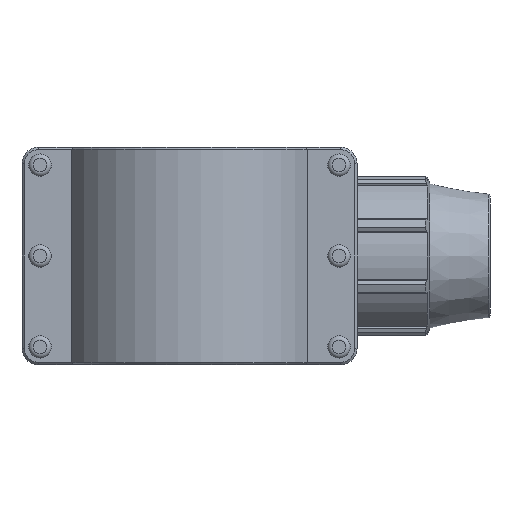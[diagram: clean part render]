
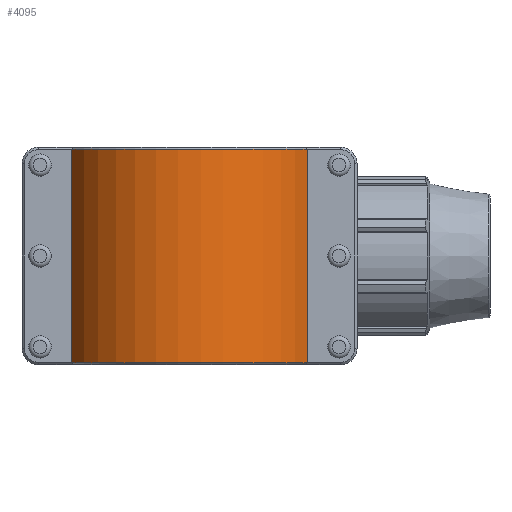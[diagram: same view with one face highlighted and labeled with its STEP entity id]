
A CAD part, front view. The second image highlights one B-rep face of the part: STEP entity #4095.
In plain terms, the highlighted cylindrical face has radius 88 mm (diameter 176 mm), a partial arc.
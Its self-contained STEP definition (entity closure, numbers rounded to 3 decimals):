
#376=LINE('',#7159,#708);
#377=LINE('',#7161,#709);
#708=VECTOR('',#5559,141.8);
#709=VECTOR('',#5562,141.8);
#968=CYLINDRICAL_SURFACE('',#4499,88.);
#1279=FACE_OUTER_BOUND('',#1603,.T.);
#1603=EDGE_LOOP('',(#3619,#3620,#3621,#3622));
#1811=CIRCLE('',#4481,88.);
#1812=CIRCLE('',#4484,88.);
#2155=VERTEX_POINT('',#7099);
#2156=VERTEX_POINT('',#7104);
#2157=VERTEX_POINT('',#7111);
#2159=VERTEX_POINT('',#7120);
#2657=EDGE_CURVE('',#2155,#2156,#1811,.T.);
#2663=EDGE_CURVE('',#2159,#2157,#1812,.T.);
#2680=EDGE_CURVE('',#2155,#2157,#376,.T.);
#2681=EDGE_CURVE('',#2156,#2159,#377,.T.);
#3619=ORIENTED_EDGE('',*,*,#2657,.F.);
#3620=ORIENTED_EDGE('',*,*,#2680,.T.);
#3621=ORIENTED_EDGE('',*,*,#2663,.F.);
#3622=ORIENTED_EDGE('',*,*,#2681,.F.);
#4095=ADVANCED_FACE('',(#1279),#968,.T.);
#4481=AXIS2_PLACEMENT_3D('',#7105,#5509,#5510);
#4484=AXIS2_PLACEMENT_3D('',#7125,#5517,#5518);
#4499=AXIS2_PLACEMENT_3D('',#7160,#5560,#5561);
#5509=DIRECTION('center_axis',(0.,0.,-1.));
#5510=DIRECTION('ref_axis',(1.,0.,0.));
#5517=DIRECTION('center_axis',(0.,0.,1.));
#5518=DIRECTION('ref_axis',(1.,0.,0.));
#5559=DIRECTION('',(0.,0.,1.));
#5560=DIRECTION('center_axis',(0.,0.,1.));
#5561=DIRECTION('ref_axis',(1.,0.,0.));
#5562=DIRECTION('',(0.,0.,1.));
#7099=CARTESIAN_POINT('',(78.384,-40.,-70.9));
#7104=CARTESIAN_POINT('',(-78.384,-40.,-70.9));
#7105=CARTESIAN_POINT('Origin',(0.,0.,-70.9));
#7111=CARTESIAN_POINT('',(78.384,-40.,70.9));
#7120=CARTESIAN_POINT('',(-78.384,-40.,70.9));
#7125=CARTESIAN_POINT('Origin',(0.,0.,70.9));
#7159=CARTESIAN_POINT('',(78.384,-40.,0.));
#7160=CARTESIAN_POINT('Origin',(0.,0.,0.));
#7161=CARTESIAN_POINT('',(-78.384,-40.,0.));
